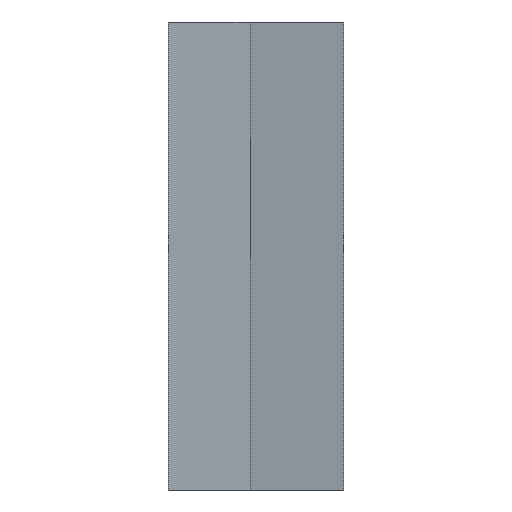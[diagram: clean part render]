
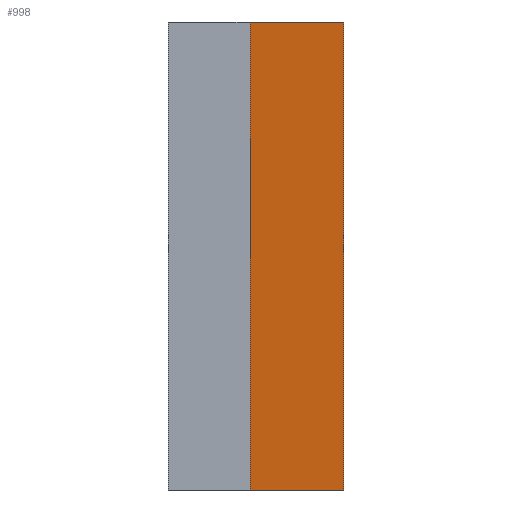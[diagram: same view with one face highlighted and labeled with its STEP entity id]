
A CAD part, front view. The second image highlights one B-rep face of the part: STEP entity #998.
In plain terms, the highlighted planar face has unit normal (-0.174, -0.985, 0).
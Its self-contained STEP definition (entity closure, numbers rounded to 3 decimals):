
#125=FACE_OUTER_BOUND('',#178,.T.);
#178=EDGE_LOOP('',(#838,#839,#840,#841));
#271=LINE('',#1830,#373);
#272=LINE('',#1833,#374);
#273=LINE('',#1835,#375);
#274=LINE('',#1836,#376);
#373=VECTOR('',#1182,10.);
#374=VECTOR('',#1185,10.);
#375=VECTOR('',#1186,10.);
#376=VECTOR('',#1187,10.);
#475=VERTEX_POINT('',#1824);
#477=VERTEX_POINT('',#1828);
#478=VERTEX_POINT('',#1832);
#479=VERTEX_POINT('',#1834);
#613=EDGE_CURVE('',#475,#477,#271,.T.);
#614=EDGE_CURVE('',#475,#478,#272,.T.);
#615=EDGE_CURVE('',#479,#477,#273,.T.);
#616=EDGE_CURVE('',#478,#479,#274,.T.);
#838=ORIENTED_EDGE('',*,*,#614,.F.);
#839=ORIENTED_EDGE('',*,*,#613,.T.);
#840=ORIENTED_EDGE('',*,*,#615,.F.);
#841=ORIENTED_EDGE('',*,*,#616,.F.);
#945=PLANE('',#1044);
#998=ADVANCED_FACE('',(#125),#945,.T.);
#1044=AXIS2_PLACEMENT_3D('',#1831,#1183,#1184);
#1182=DIRECTION('',(0.,0.,1.));
#1183=DIRECTION('center_axis',(-0.174,-0.985,0.));
#1184=DIRECTION('ref_axis',(0.985,-0.174,0.));
#1185=DIRECTION('',(-0.985,0.174,0.));
#1186=DIRECTION('',(0.985,-0.174,0.));
#1187=DIRECTION('',(0.,0.,1.));
#1824=CARTESIAN_POINT('',(5.,61.,0.));
#1828=CARTESIAN_POINT('',(5.,61.,20.));
#1830=CARTESIAN_POINT('',(5.,61.,0.));
#1831=CARTESIAN_POINT('Origin',(1.,61.705,0.));
#1832=CARTESIAN_POINT('',(1.,61.705,0.));
#1833=CARTESIAN_POINT('',(5.,61.,0.));
#1834=CARTESIAN_POINT('',(1.,61.705,20.));
#1835=CARTESIAN_POINT('',(5.,61.,20.));
#1836=CARTESIAN_POINT('',(1.,61.705,0.));
